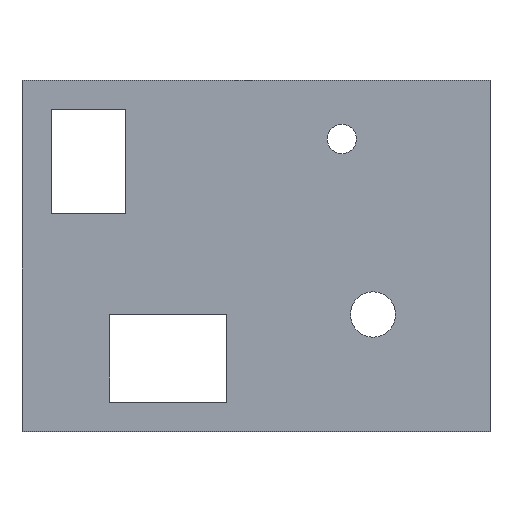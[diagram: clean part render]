
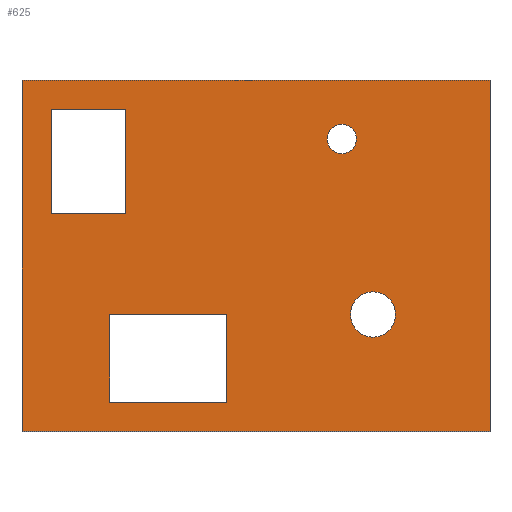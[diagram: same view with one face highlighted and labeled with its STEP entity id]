
A CAD part, top view. The second image highlights one B-rep face of the part: STEP entity #625.
In plain terms, the highlighted planar face has unit normal (0, 0, 1).
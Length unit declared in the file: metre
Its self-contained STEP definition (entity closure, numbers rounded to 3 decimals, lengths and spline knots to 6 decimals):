
#24=CIRCLE('',#675,0.0025);
#25=CIRCLE('',#680,0.003875);
#121=ORIENTED_EDGE('',*,*,#243,.F.);
#122=ORIENTED_EDGE('',*,*,#246,.T.);
#123=ORIENTED_EDGE('',*,*,#248,.T.);
#124=ORIENTED_EDGE('',*,*,#252,.F.);
#125=ORIENTED_EDGE('',*,*,#236,.F.);
#126=ORIENTED_EDGE('',*,*,#239,.T.);
#127=ORIENTED_EDGE('',*,*,#241,.T.);
#128=ORIENTED_EDGE('',*,*,#251,.F.);
#129=ORIENTED_EDGE('',*,*,#229,.F.);
#130=ORIENTED_EDGE('',*,*,#232,.T.);
#131=ORIENTED_EDGE('',*,*,#234,.T.);
#132=ORIENTED_EDGE('',*,*,#250,.T.);
#133=ORIENTED_EDGE('',*,*,#249,.F.);
#134=ORIENTED_EDGE('',*,*,#253,.F.);
#229=EDGE_CURVE('',#306,#307,#362,.T.);
#232=EDGE_CURVE('',#306,#308,#365,.T.);
#234=EDGE_CURVE('',#308,#309,#367,.T.);
#236=EDGE_CURVE('',#310,#311,#369,.T.);
#239=EDGE_CURVE('',#310,#312,#372,.T.);
#241=EDGE_CURVE('',#312,#313,#374,.T.);
#243=EDGE_CURVE('',#314,#315,#376,.T.);
#246=EDGE_CURVE('',#314,#316,#379,.T.);
#248=EDGE_CURVE('',#316,#317,#381,.T.);
#249=EDGE_CURVE('',#318,#318,#24,.T.);
#250=EDGE_CURVE('',#309,#307,#382,.T.);
#251=EDGE_CURVE('',#311,#313,#383,.T.);
#252=EDGE_CURVE('',#315,#317,#384,.T.);
#253=EDGE_CURVE('',#319,#319,#25,.T.);
#306=VERTEX_POINT('',#946);
#307=VERTEX_POINT('',#948);
#308=VERTEX_POINT('',#952);
#309=VERTEX_POINT('',#956);
#310=VERTEX_POINT('',#960);
#311=VERTEX_POINT('',#962);
#312=VERTEX_POINT('',#966);
#313=VERTEX_POINT('',#970);
#314=VERTEX_POINT('',#974);
#315=VERTEX_POINT('',#976);
#316=VERTEX_POINT('',#980);
#317=VERTEX_POINT('',#984);
#318=VERTEX_POINT('',#988);
#319=VERTEX_POINT('',#997);
#362=LINE('',#947,#428);
#365=LINE('',#953,#431);
#367=LINE('',#957,#433);
#369=LINE('',#961,#435);
#372=LINE('',#967,#438);
#374=LINE('',#971,#440);
#376=LINE('',#975,#442);
#379=LINE('',#981,#445);
#381=LINE('',#985,#447);
#382=LINE('',#990,#448);
#383=LINE('',#992,#449);
#384=LINE('',#994,#450);
#428=VECTOR('',#759,1.);
#431=VECTOR('',#764,1.);
#433=VECTOR('',#768,1.);
#435=VECTOR('',#772,1.);
#438=VECTOR('',#777,1.);
#440=VECTOR('',#781,1.);
#442=VECTOR('',#785,1.);
#445=VECTOR('',#790,1.);
#447=VECTOR('',#794,1.);
#448=VECTOR('',#801,1.);
#449=VECTOR('',#804,1.);
#450=VECTOR('',#807,1.);
#489=EDGE_LOOP('',(#121,#122,#123,#124));
#490=EDGE_LOOP('',(#125,#126,#127,#128));
#491=EDGE_LOOP('',(#129,#130,#131,#132));
#492=EDGE_LOOP('',(#133));
#493=EDGE_LOOP('',(#134));
#547=FACE_BOUND('',#489,.T.);
#548=FACE_BOUND('',#490,.T.);
#549=FACE_BOUND('',#491,.T.);
#550=FACE_BOUND('',#492,.T.);
#551=FACE_BOUND('',#493,.T.);
#595=PLANE('',#679);
#625=ADVANCED_FACE('',(#547,#548,#549,#550,#551),#595,.T.);
#675=AXIS2_PLACEMENT_3D('',#987,#797,#798);
#679=AXIS2_PLACEMENT_3D('',#995,#808,#809);
#680=AXIS2_PLACEMENT_3D('',#996,#810,#811);
#759=DIRECTION('',(1.,0.,0.));
#764=DIRECTION('',(0.,1.,0.));
#768=DIRECTION('',(1.,0.,0.));
#772=DIRECTION('',(0.,1.,0.));
#777=DIRECTION('',(-1.,0.,0.));
#781=DIRECTION('',(0.,1.,0.));
#785=DIRECTION('',(0.,1.,0.));
#790=DIRECTION('',(1.,0.,0.));
#794=DIRECTION('',(0.,1.,0.));
#797=DIRECTION('',(0.,0.,1.));
#798=DIRECTION('',(1.,0.,0.));
#801=DIRECTION('',(0.,-1.,0.));
#804=DIRECTION('',(-1.,0.,0.));
#807=DIRECTION('',(1.,0.,0.));
#808=DIRECTION('',(0.,0.,1.));
#809=DIRECTION('',(1.,0.,0.));
#810=DIRECTION('',(0.,0.,1.));
#811=DIRECTION('',(1.,0.,0.));
#946=CARTESIAN_POINT('',(-0.035,0.00722,0.007));
#947=CARTESIAN_POINT('',(-0.02865,0.00722,0.007));
#948=CARTESIAN_POINT('',(-0.0223,0.00722,0.007));
#952=CARTESIAN_POINT('',(-0.035,0.025,0.007));
#953=CARTESIAN_POINT('',(-0.035,0.01611,0.007));
#956=CARTESIAN_POINT('',(-0.0223,0.025,0.007));
#957=CARTESIAN_POINT('',(-0.02865,0.025,0.007));
#960=CARTESIAN_POINT('',(-0.005,-0.025,0.007));
#961=CARTESIAN_POINT('',(-0.005,-0.0175,0.007));
#962=CARTESIAN_POINT('',(-0.005,-0.01,0.007));
#966=CARTESIAN_POINT('',(-0.025,-0.025,0.007));
#967=CARTESIAN_POINT('',(-0.015,-0.025,0.007));
#970=CARTESIAN_POINT('',(-0.025,-0.01,0.007));
#971=CARTESIAN_POINT('',(-0.025,-0.0175,0.007));
#974=CARTESIAN_POINT('',(-0.04,-0.03,0.007));
#975=CARTESIAN_POINT('',(-0.04,0.,0.007));
#976=CARTESIAN_POINT('',(-0.04,0.03,0.007));
#980=CARTESIAN_POINT('',(0.04,-0.03,0.007));
#981=CARTESIAN_POINT('',(0.,-0.03,0.007));
#984=CARTESIAN_POINT('',(0.04,0.03,0.007));
#985=CARTESIAN_POINT('',(0.04,0.,0.007));
#987=CARTESIAN_POINT('',(0.01468,0.02,0.007));
#988=CARTESIAN_POINT('',(0.01718,0.02,0.007));
#990=CARTESIAN_POINT('',(-0.0223,0.01611,0.007));
#992=CARTESIAN_POINT('',(-0.015,-0.01,0.007));
#994=CARTESIAN_POINT('',(0.,0.03,0.007));
#995=CARTESIAN_POINT('',(0.,0.,0.007));
#996=CARTESIAN_POINT('',(0.02,-0.01,0.007));
#997=CARTESIAN_POINT('',(0.023875,-0.01,0.007));
